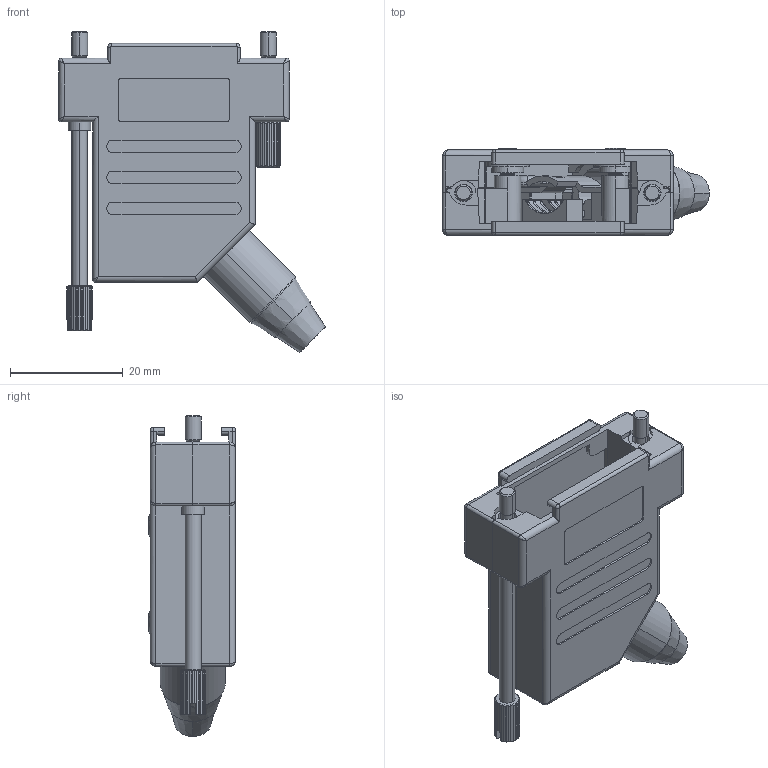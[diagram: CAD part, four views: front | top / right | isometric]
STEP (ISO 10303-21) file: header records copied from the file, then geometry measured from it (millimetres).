
FILE_DESCRIPTION (( 'STEP AP214' ), '1' );
FILE_NAME ('6560-0248-32.STEP', '2022-04-01T12:20:14', ( '' ), ( '' ), 'SwSTEP 2.0', 'SolidWorks 2021', '' );
FILE_SCHEMA (( 'AUTOMOTIVE_DESIGN' ));
Length unit declared in the file: millimetre
Products named in the file (9): 6805-0208-02; 6560-0248-32; 6838-0111-32; 6826-0147-02; 6830-0108-04; 6805-0208-12; 6844-0104-01; 6855-0119-01; 6826-0147-01
Assembly tree (11 placements, depth 2):
  6560-0248-32
    6805-0208-12
    6805-0208-02
    6830-0108-04
    6838-0111-32
    6844-0104-01
    6855-0119-01  x4
    6826-0147-02
    6826-0147-01
Bounding box: 47.2 x 15.4 x 56.8 mm (x, y, z)
Volume: 9512.5 mm3; surface area: 13645.1 mm2
Topology: 15 solids, 15 shells, 1038 faces, 2825 edges, 1839 vertices
Faces by surface type: cylinder 508, plane 442, bspline 38, cone 30, torus 20
Entity records: 29636 total; most frequent: CARTESIAN_POINT 10017, ORIENTED_EDGE 4196, DIRECTION 3843, EDGE_CURVE 2098, VERTEX_POINT 1368, AXIS2_PLACEMENT_3D 1344, LINE 1155, VECTOR 1155
